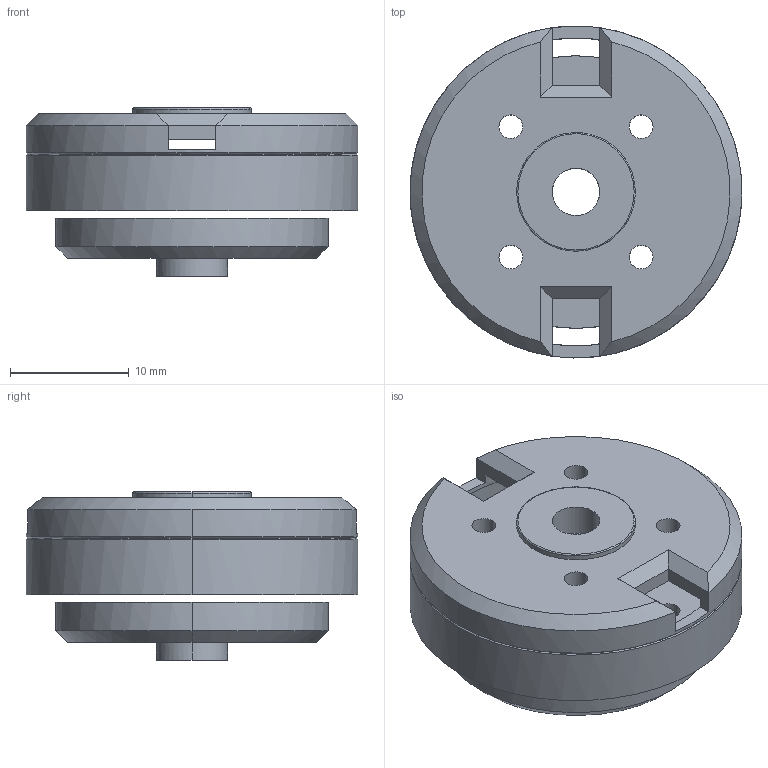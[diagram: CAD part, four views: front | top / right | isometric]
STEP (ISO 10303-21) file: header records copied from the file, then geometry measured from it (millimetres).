
FILE_DESCRIPTION (( 'STEP AP214' ), '1' );
FILE_NAME ('萇儂.STEP', '2022-12-26T05:48:35', ( '' ), ( '' ), 'SwSTEP 2.0', 'SolidWorks 2023', '' );
FILE_SCHEMA (( 'AUTOMOTIVE_DESIGN' ));
Length unit declared in the file: millimetre
Products named in the file (3): 电机 v2.step; 电机; 摆线减速器 v21.step
Assembly tree (2 placements, depth 3):
  电机
    摆线减速器 v21.step
      电机 v2.step
Bounding box: 28 x 28 x 14.2 mm (x, y, z)
Volume: 2982.9 mm3; surface area: 3790.9 mm2
Topology: 4 solids, 4 shells, 70 faces, 176 edges, 112 vertices
Faces by surface type: cylinder 36, plane 24, bspline 10
Entity records: 2240 total; most frequent: CARTESIAN_POINT 892, ORIENTED_EDGE 352, EDGE_CURVE 176, DIRECTION 132, VERTEX_POINT 112, EDGE_LOOP 96, B_SPLINE_CURVE_WITH_KNOTS 84, FACE_OUTER_BOUND 70
